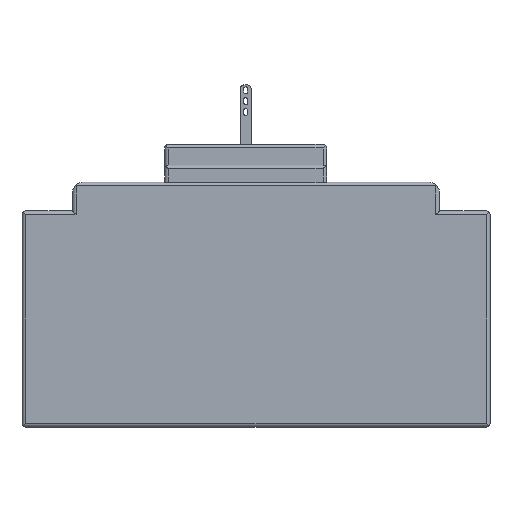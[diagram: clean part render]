
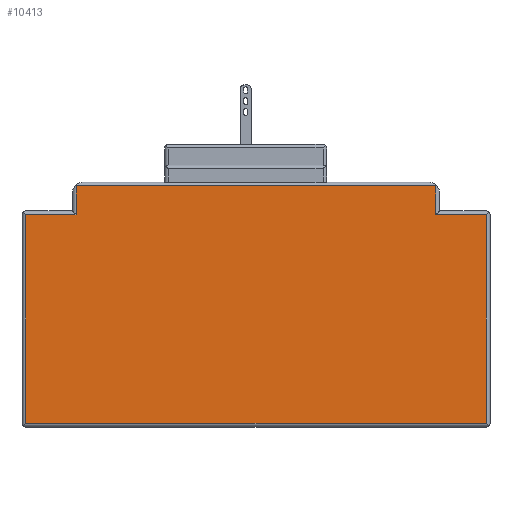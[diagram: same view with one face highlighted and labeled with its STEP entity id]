
A CAD part, left-side view. The second image highlights one B-rep face of the part: STEP entity #10413.
In plain terms, the highlighted planar face has unit normal (-1, 0, 0).
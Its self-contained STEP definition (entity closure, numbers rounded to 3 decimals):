
#1136=CARTESIAN_POINT('',(0.567,12.121,-1.));
#1146=DIRECTION('',(0.,-1.,0.));
#1147=VECTOR('',#1146,100.);
#1148=CARTESIAN_POINT('',(0.567,112.121,-1.));
#1149=LINE('',#1148,#1147);
#1177=DIRECTION('',(0.,0.,-1.));
#1178=VECTOR('',#1177,8.);
#1179=CARTESIAN_POINT('',(0.567,12.121,-1.));
#1180=LINE('',#1179,#1178);
#1184=CARTESIAN_POINT('',(0.567,-1.879,-9.));
#1194=DIRECTION('',(0.,-1.,0.));
#1195=VECTOR('',#1194,14.);
#1196=CARTESIAN_POINT('',(0.567,12.121,-9.));
#1197=LINE('',#1196,#1195);
#1240=DIRECTION('',(0.,0.,-1.));
#1241=VECTOR('',#1240,58.);
#1242=CARTESIAN_POINT('',(0.567,-1.879,-9.));
#1243=LINE('',#1242,#1241);
#2457=DIRECTION('',(0.,0.,1.));
#2458=VECTOR('',#2457,8.);
#2459=CARTESIAN_POINT('',(0.567,112.121,-9.));
#2460=LINE('',#2459,#2458);
#2488=DIRECTION('',(0.,1.,0.));
#2489=VECTOR('',#2488,128.);
#2490=CARTESIAN_POINT('',(0.567,-1.879,-67.));
#2491=LINE('',#2490,#2489);
#3436=DIRECTION('',(0.,0.,1.));
#3437=VECTOR('',#3436,58.);
#3438=CARTESIAN_POINT('',(0.567,126.121,-67.));
#3439=LINE('',#3438,#3437);
#3482=DIRECTION('',(0.,-1.,0.));
#3483=VECTOR('',#3482,14.);
#3484=CARTESIAN_POINT('',(0.567,126.121,-9.));
#3485=LINE('',#3484,#3483);
#7999=VERTEX_POINT('',#1184);
#8000=CARTESIAN_POINT('',(0.567,-1.879,-67.));
#8001=VERTEX_POINT('',#8000);
#8017=VERTEX_POINT('',#1136);
#8018=CARTESIAN_POINT('',(0.567,12.121,-9.));
#8019=VERTEX_POINT('',#8018);
#8025=CARTESIAN_POINT('',(0.567,126.121,-67.));
#8026=VERTEX_POINT('',#8025);
#8027=CARTESIAN_POINT('',(0.567,126.121,-9.));
#8028=VERTEX_POINT('',#8027);
#8030=CARTESIAN_POINT('',(0.567,112.121,-9.));
#8031=VERTEX_POINT('',#8030);
#8036=CARTESIAN_POINT('',(0.567,112.121,-1.));
#8037=VERTEX_POINT('',#8036);
#10395=CARTESIAN_POINT('',(0.567,127.121,0.));
#10396=DIRECTION('',(-1.,0.,0.));
#10397=DIRECTION('',(0.,0.,1.));
#10398=AXIS2_PLACEMENT_3D('',#10395,#10396,#10397);
#10399=PLANE('',#10398);
#10400=ORIENTED_EDGE('',*,*,#9524,.T.);
#10401=ORIENTED_EDGE('',*,*,#9536,.T.);
#10402=ORIENTED_EDGE('',*,*,#9556,.T.);
#10404=ORIENTED_EDGE('',*,*,#10403,.T.);
#10406=ORIENTED_EDGE('',*,*,#10405,.T.);
#10408=ORIENTED_EDGE('',*,*,#10407,.T.);
#10409=ORIENTED_EDGE('',*,*,#10384,.T.);
#10410=ORIENTED_EDGE('',*,*,#9499,.T.);
#10411=EDGE_LOOP('',(#10400,#10401,#10402,#10404,#10406,#10408,#10409,#10410));
#10412=FACE_OUTER_BOUND('',#10411,.F.);
#9499=EDGE_CURVE('',#8037,#8017,#1149,.T.);
#9524=EDGE_CURVE('',#8017,#8019,#1180,.T.);
#9536=EDGE_CURVE('',#8019,#7999,#1197,.T.);
#9556=EDGE_CURVE('',#7999,#8001,#1243,.T.);
#10384=EDGE_CURVE('',#8031,#8037,#2460,.T.);
#10403=EDGE_CURVE('',#8001,#8026,#2491,.T.);
#10405=EDGE_CURVE('',#8026,#8028,#3439,.T.);
#10407=EDGE_CURVE('',#8028,#8031,#3485,.T.);
#10413=ADVANCED_FACE('',(#10412),#10399,.T.);
